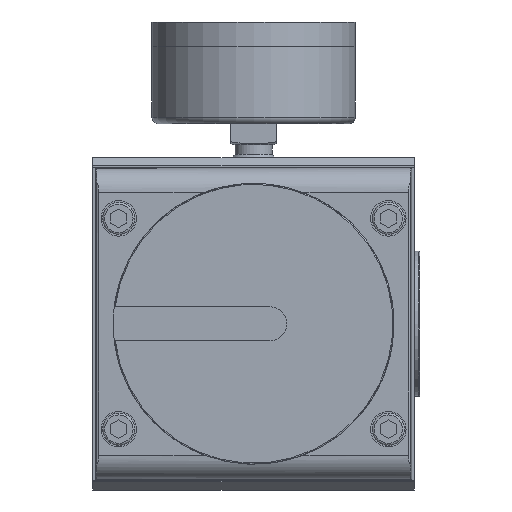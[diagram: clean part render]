
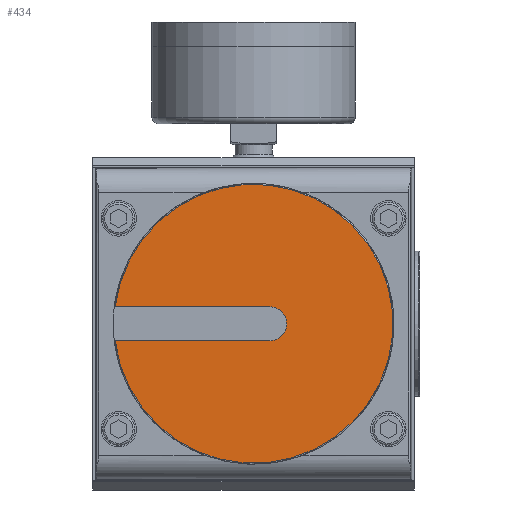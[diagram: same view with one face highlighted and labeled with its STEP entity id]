
A CAD part, front view. The second image highlights one B-rep face of the part: STEP entity #434.
In plain terms, the highlighted planar face has unit normal (0, -1, 0).
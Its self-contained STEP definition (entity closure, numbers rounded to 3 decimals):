
#434 = ADVANCED_FACE( '', ( #1191 ), #1192, .F. );
#1191 = FACE_OUTER_BOUND( '', #2127, .T. );
#1192 = PLANE( '', #2128 );
#2127 = EDGE_LOOP( '', ( #4264, #4265, #4266, #4267 ) );
#2128 = AXIS2_PLACEMENT_3D( '', #4268, #4269, #4270 );
#4264 = ORIENTED_EDGE( '', *, *, #6035, .F. );
#4265 = ORIENTED_EDGE( '', *, *, #6030, .F. );
#4266 = ORIENTED_EDGE( '', *, *, #6039, .F. );
#4267 = ORIENTED_EDGE( '', *, *, #6042, .T. );
#4268 = CARTESIAN_POINT( '', ( 43.2, -2.5, 0. ) );
#4269 = DIRECTION( '', ( 0., 1., 0. ) );
#4270 = DIRECTION( '', ( 0., 0., 1. ) );
#6030 = EDGE_CURVE( '', #7400, #7402, #7403, .F. );
#6035 = EDGE_CURVE( '', #7402, #7411, #7412, .T. );
#6039 = EDGE_CURVE( '', #7417, #7400, #7419, .T. );
#6042 = EDGE_CURVE( '', #7417, #7411, #7422, .T. );
#7400 = VERTEX_POINT( '', #9488 );
#7402 = VERTEX_POINT( '', #9491 );
#7403 = CIRCLE( '', #9492, 5.25 );
#7411 = VERTEX_POINT( '', #9503 );
#7412 = LINE( '', #9504, #9505 );
#7417 = VERTEX_POINT( '', #9516 );
#7419 = LINE( '', #9523, #9524 );
#7422 = CIRCLE( '', #9528, 43.2 );
#9488 = CARTESIAN_POINT( '', ( 5., -2.5, -5.25 ) );
#9491 = CARTESIAN_POINT( '', ( 5., -2.5, 5.25 ) );
#9492 = AXIS2_PLACEMENT_3D( '', #11199, #11200, #11201 );
#9503 = CARTESIAN_POINT( '', ( -42.88, -2.5, 5.25 ) );
#9504 = CARTESIAN_POINT( '', ( 43.2, -2.5, 5.25 ) );
#9505 = VECTOR( '', #11208, 1000. );
#9516 = CARTESIAN_POINT( '', ( -42.88, -2.5, -5.25 ) );
#9523 = CARTESIAN_POINT( '', ( 43.2, -2.5, -5.25 ) );
#9524 = VECTOR( '', #11210, 1000. );
#9528 = AXIS2_PLACEMENT_3D( '', #11215, #11216, #11217 );
#11199 = CARTESIAN_POINT( '', ( 5., -2.5, 0. ) );
#11200 = DIRECTION( '', ( 0., 1., 0. ) );
#11201 = DIRECTION( '', ( 0., 0., 1. ) );
#11208 = DIRECTION( '', ( -1., 0., 0. ) );
#11210 = DIRECTION( '', ( 1., 0., 0. ) );
#11215 = CARTESIAN_POINT( '', ( 0., -2.5, 0. ) );
#11216 = DIRECTION( '', ( 0., -1., 0. ) );
#11217 = DIRECTION( '', ( 0., 0., -1. ) );
